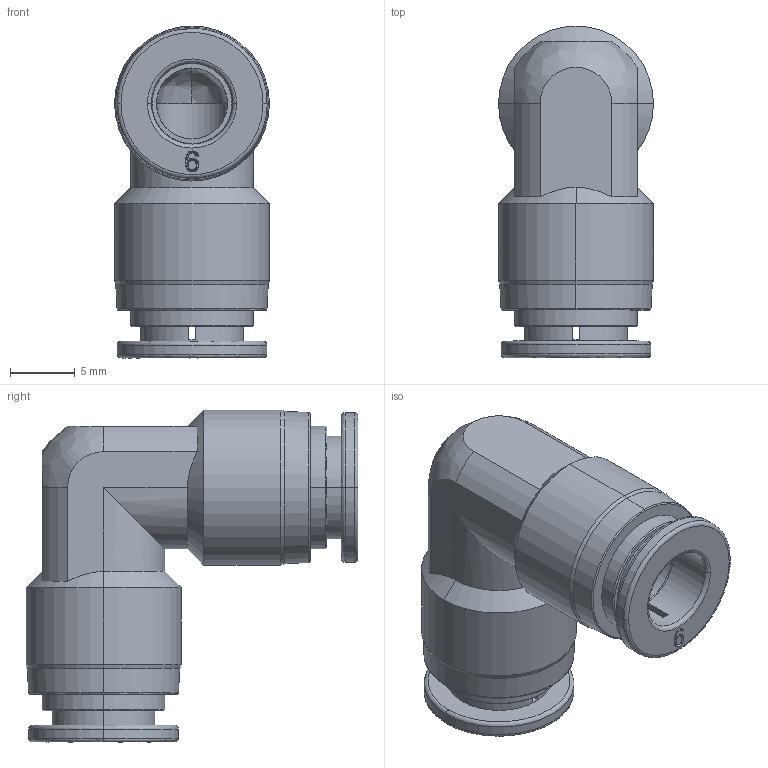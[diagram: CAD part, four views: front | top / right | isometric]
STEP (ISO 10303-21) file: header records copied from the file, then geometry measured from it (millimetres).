
FILE_DESCRIPTION (( 'STEP AP214' ), '1' );
FILE_NAME ('UL6M-SS.step', '2018-03-13T19:28:39', ( '' ), ( '' ), 'SwSTEP 2.0', 'SolidWorks 2017', '' );
FILE_SCHEMA (( 'AUTOMOTIVE_DESIGN' ));
Length unit declared in the file: inch
Products named in the file (1): UL6M-SS
Bounding box: 12 x 25.7 x 25.7 mm (x, y, z)
Volume: 2504.7 mm3; surface area: 2609.4 mm2
Topology: 1 solids, 1 shells, 148 faces, 376 edges, 234 vertices
Faces by surface type: bspline 55, cylinder 39, plane 34, cone 20
Entity records: 6213 total; most frequent: CARTESIAN_POINT 2959, ORIENTED_EDGE 748, DIRECTION 559, EDGE_CURVE 374, VERTEX_POINT 234, AXIS2_PLACEMENT_3D 224, EDGE_LOOP 164, ADVANCED_FACE 148
